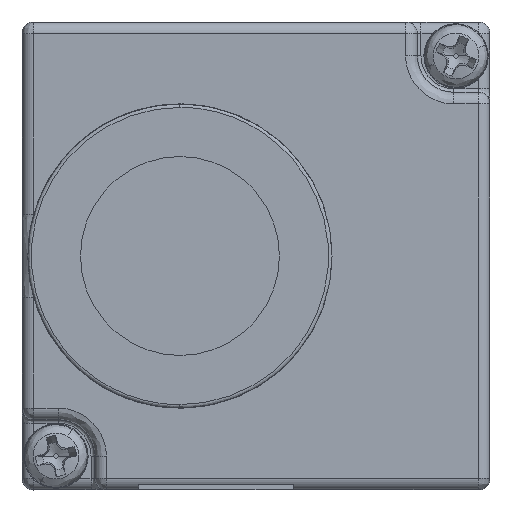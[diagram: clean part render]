
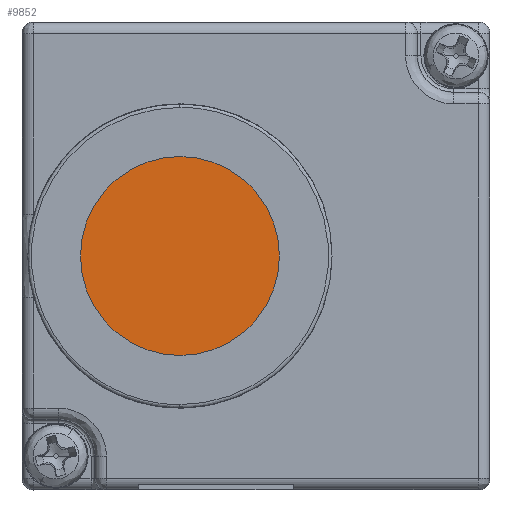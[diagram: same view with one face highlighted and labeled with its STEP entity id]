
A CAD part, front view. The second image highlights one B-rep face of the part: STEP entity #9852.
In plain terms, the highlighted face is planar.
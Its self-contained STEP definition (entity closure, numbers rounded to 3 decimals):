
#196 = PLANE ( 'NONE',  #22531 ) ;
#626 = DIRECTION ( 'NONE',  ( 0., 0., 1. ) ) ;
#1664 = VERTEX_POINT ( 'NONE', #22450 ) ;
#1887 = EDGE_CURVE ( 'NONE', #1664, #14746, #9179, .T. ) ;
#3033 = CARTESIAN_POINT ( 'NONE',  ( 1.139, 9.468, -11.8 ) ) ;
#4113 = CARTESIAN_POINT ( 'NONE',  ( -6.5, 0., -11.8 ) ) ;
#5247 = DIRECTION ( 'NONE',  ( 0.106, -0.994, 0. ) ) ;
#6332 = DIRECTION ( 'NONE',  ( -1., 0., 0. ) ) ;
#8131 = ORIENTED_EDGE ( 'NONE', *, *, #24500, .F. ) ;
#9179 = CIRCLE ( 'NONE', #12770, 8.5 ) ;
#9852 = ADVANCED_FACE ( 'NONE', ( #24016 ), #196, .T. ) ;
#10057 = ORIENTED_EDGE ( 'NONE', *, *, #1887, .F. ) ;
#11387 = DIRECTION ( 'NONE',  ( 0., 0., -1. ) ) ;
#12770 = AXIS2_PLACEMENT_3D ( 'NONE', #4113, #19673, #6332 ) ;
#13276 = CARTESIAN_POINT ( 'NONE',  ( -15., 0., -11.8 ) ) ;
#13939 = CARTESIAN_POINT ( 'NONE',  ( -6.5, 0., -11.8 ) ) ;
#13943 = CIRCLE ( 'NONE', #18349, 8.5 ) ;
#14746 = VERTEX_POINT ( 'NONE', #13276 ) ;
#16180 = DIRECTION ( 'NONE',  ( -1., 0., 0. ) ) ;
#18349 = AXIS2_PLACEMENT_3D ( 'NONE', #13939, #626, #16180 ) ;
#19673 = DIRECTION ( 'NONE',  ( 0., 0., 1. ) ) ;
#22450 = CARTESIAN_POINT ( 'NONE',  ( 2., 0., -11.8 ) ) ;
#22531 = AXIS2_PLACEMENT_3D ( 'NONE', #3033, #11387, #5247 ) ;
#24016 = FACE_OUTER_BOUND ( 'NONE', #27500, .T. ) ;
#24500 = EDGE_CURVE ( 'NONE', #14746, #1664, #13943, .T. ) ;
#27500 = EDGE_LOOP ( 'NONE', ( #8131, #10057 ) ) ;
